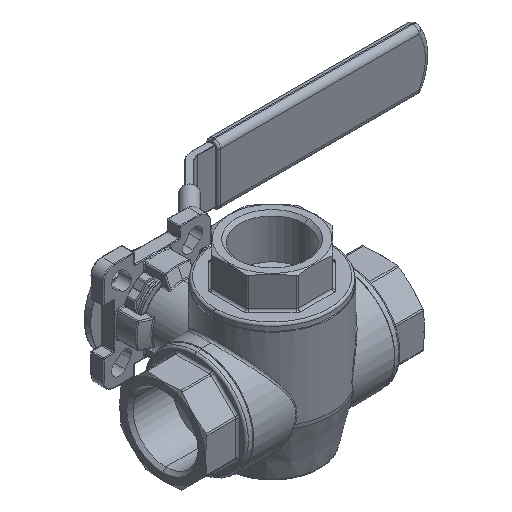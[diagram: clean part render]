
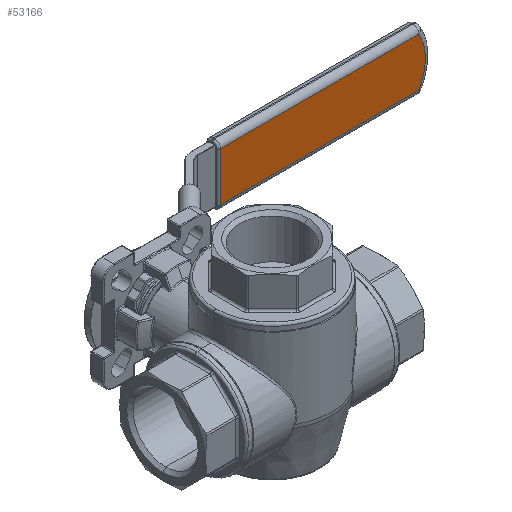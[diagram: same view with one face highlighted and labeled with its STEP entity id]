
A CAD part, isometric view. The second image highlights one B-rep face of the part: STEP entity #53166.
In plain terms, the highlighted planar face has unit normal (0, -1, 0).
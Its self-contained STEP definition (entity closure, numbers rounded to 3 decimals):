
#292 = EDGE_LOOP ( 'NONE', ( #34464, #24304, #1978, #40910 ) ) ;
#389 = EDGE_CURVE ( 'NONE', #13973, #34406, #42126, .T. ) ;
#1978 = ORIENTED_EDGE ( 'NONE', *, *, #14201, .T. ) ;
#2304 = DIRECTION ( 'NONE',  ( 0., 0., -1. ) ) ;
#2738 = DIRECTION ( 'NONE',  ( -1., 0., 0. ) ) ;
#2981 = DIRECTION ( 'NONE',  ( 0., -1., 0. ) ) ;
#5421 = VERTEX_POINT ( 'NONE', #35413 ) ;
#6938 = LINE ( 'NONE', #42432, #53480 ) ;
#11211 = CARTESIAN_POINT ( 'NONE',  ( 163., 89., 11.3 ) ) ;
#11407 = CARTESIAN_POINT ( 'NONE',  ( 163., 89., 14. ) ) ;
#12820 = VERTEX_POINT ( 'NONE', #37325 ) ;
#13973 = VERTEX_POINT ( 'NONE', #28345 ) ;
#14201 = EDGE_CURVE ( 'NONE', #34406, #5421, #14334, .T. ) ;
#14334 = CIRCLE ( 'NONE', #34094, 22.3 ) ;
#16226 = FACE_OUTER_BOUND ( 'NONE', #292, .T. ) ;
#16925 = DIRECTION ( 'NONE',  ( 1., 0., 0. ) ) ;
#19050 = DIRECTION ( 'NONE',  ( 0., 0., 1. ) ) ;
#19550 = PLANE ( 'NONE',  #23722 ) ;
#19920 = LINE ( 'NONE', #11211, #37995 ) ;
#23722 = AXIS2_PLACEMENT_3D ( 'NONE', #11407, #39601, #35609 ) ;
#23778 = CARTESIAN_POINT ( 'NONE',  ( 137.999, 89., 0. ) ) ;
#24304 = ORIENTED_EDGE ( 'NONE', *, *, #389, .T. ) ;
#27949 = EDGE_CURVE ( 'NONE', #12820, #13973, #6938, .T. ) ;
#28345 = CARTESIAN_POINT ( 'NONE',  ( 64.985, 89., -11.3 ) ) ;
#34094 = AXIS2_PLACEMENT_3D ( 'NONE', #23778, #2981, #19050 ) ;
#34406 = VERTEX_POINT ( 'NONE', #48251 ) ;
#34464 = ORIENTED_EDGE ( 'NONE', *, *, #27949, .T. ) ;
#34973 = VECTOR ( 'NONE', #16925, 1000. ) ;
#35413 = CARTESIAN_POINT ( 'NONE',  ( 157.224, 89., 11.3 ) ) ;
#35609 = DIRECTION ( 'NONE',  ( 0., 0., 1. ) ) ;
#37325 = CARTESIAN_POINT ( 'NONE',  ( 64.985, 89., 11.3 ) ) ;
#37995 = VECTOR ( 'NONE', #2738, 1000. ) ;
#38236 = CARTESIAN_POINT ( 'NONE',  ( 158.711, 89., -11.3 ) ) ;
#38729 = EDGE_CURVE ( 'NONE', #5421, #12820, #19920, .T. ) ;
#39601 = DIRECTION ( 'NONE',  ( 0., 1., 0. ) ) ;
#40910 = ORIENTED_EDGE ( 'NONE', *, *, #38729, .T. ) ;
#42126 = LINE ( 'NONE', #38236, #34973 ) ;
#42432 = CARTESIAN_POINT ( 'NONE',  ( 64.985, 89., 14. ) ) ;
#48251 = CARTESIAN_POINT ( 'NONE',  ( 157.224, 89., -11.3 ) ) ;
#53166 = ADVANCED_FACE ( 'NONE', ( #16226 ), #19550, .F. ) ;
#53480 = VECTOR ( 'NONE', #2304, 1000. ) ;
